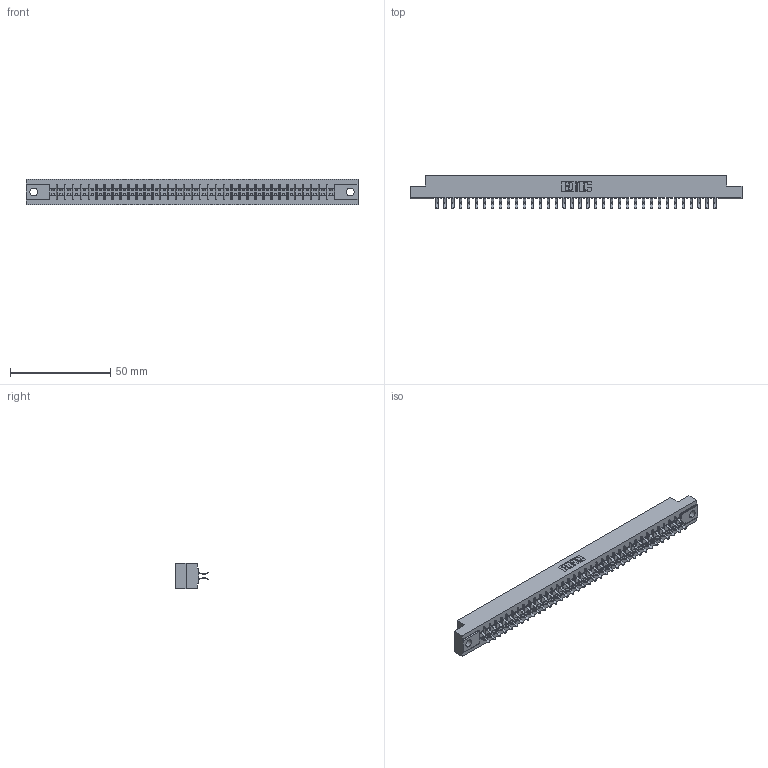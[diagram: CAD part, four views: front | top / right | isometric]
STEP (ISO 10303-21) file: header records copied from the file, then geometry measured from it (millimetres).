
FILE_DESCRIPTION (( 'STEP AP203' ), '1' );
FILE_NAME ('305-072-556-204.STEP', '2019-09-10T06:30:24', ( '' ), ( '' ), 'SwSTEP 2.0', 'SolidWorks 2016', '' );
FILE_SCHEMA (( 'CONFIG_CONTROL_DESIGN' ));
Length unit declared in the file: inch
Products named in the file (3): 305 Part_.156 Dia; 305-072-556-204; 305-290-001_556
Assembly tree (73 placements, depth 2):
  305-072-556-204
    305 Part_.156 Dia
    305-290-001_556  x72
Bounding box: 165.66 x 16.64 x 12.7 mm (x, y, z)
Volume: 17123.9 mm3; surface area: 21521.1 mm2
Topology: 73 solids, 73 shells, 4162 faces, 11980 edges, 7792 vertices
Faces by surface type: plane 2314, cylinder 1704, sphere 144
Entity records: 40349 total; most frequent: CARTESIAN_POINT 6684, ORIENTED_EDGE 6632, DIRECTION 6466, EDGE_CURVE 3316, VECTOR 2678, LINE 2678, VERTEX_POINT 2112, AXIS2_PLACEMENT_3D 1894
